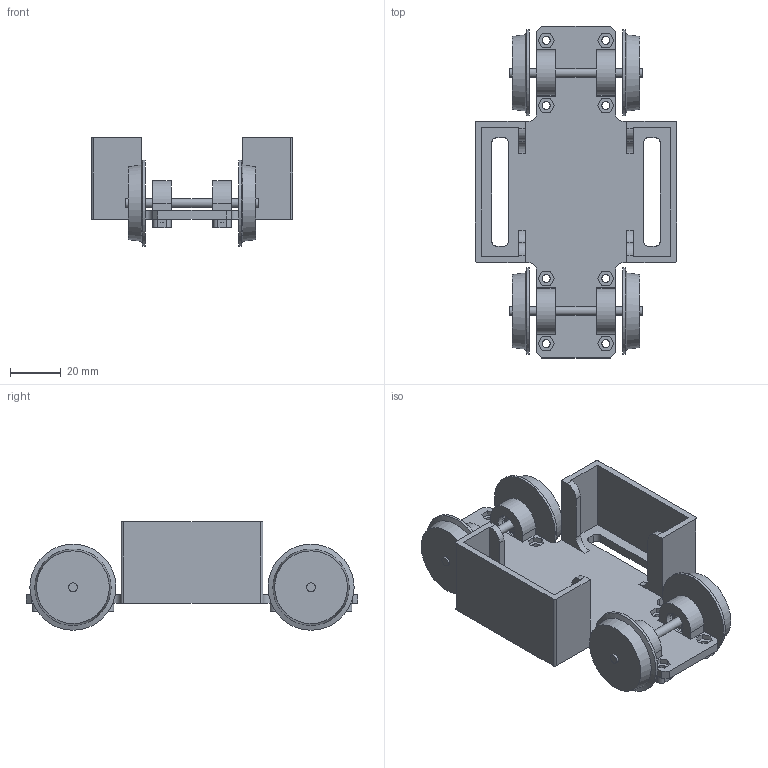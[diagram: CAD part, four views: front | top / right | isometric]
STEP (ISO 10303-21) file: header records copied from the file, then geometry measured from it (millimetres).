
FILE_DESCRIPTION(/* description */ ('','CAx-IF Rec.Pracs.---Representation and Presentation of Product Manufacturing Information (PMI)---4.0---2014-10-13'),/* implementation_level */ '2;1');
FILE_NAME(/* name */ 'Better_Chasis.step',/* time_stamp */ '2025-02-04T13:38:33-08:00',/* author */ (''),/* organization */ (''),/* preprocessor_version */ 'ST-DEVELOPER v20',/* originating_system */ 'Autodesk Translation Framework v13.20.0.188',/* authorisation */ '');
FILE_SCHEMA (('AP242_MANAGED_MODEL_BASED_3D_ENGINEERING_MIM_LF { 1 0 10303 442 1 1 4 }'));
Length unit declared in the file: millimetre
Products named in the file (5): Better_Chasis; Bearing 624 ZZ; Bearing 624 ZZ_1; Bearing 624 ZZ_2; Bearing 624 ZZ_3
Assembly tree (4 placements, depth 2):
  Better_Chasis
    Bearing 624 ZZ
    Bearing 624 ZZ_1
    Bearing 624 ZZ_2
    Bearing 624 ZZ_3
Bounding box: 79.2 x 130.5 x 42.67 mm (x, y, z)
Volume: 61328.9 mm3; surface area: 45770.1 mm2
Topology: 15 solids, 15 shells, 412 faces, 1306 edges, 868 vertices
Faces by surface type: plane 194, cylinder 110, torus 72, sphere 28, cone 8
Full cylindrical faces by diameter (mm): 3.1 x16, 3.5 x6, 4 x4, 5.6 x8, 7 x8, 9.1 x4, 10 x8, 13 x4, 13.1 x4, 33.846 x4
Entity records: 19730 total; most frequent: CARTESIAN_POINT 8139, ORIENTED_EDGE 2500, DIRECTION 2256, EDGE_CURVE 1250, VERTEX_POINT 868, AXIS2_PLACEMENT_3D 865, EDGE_LOOP 528, LINE 526
